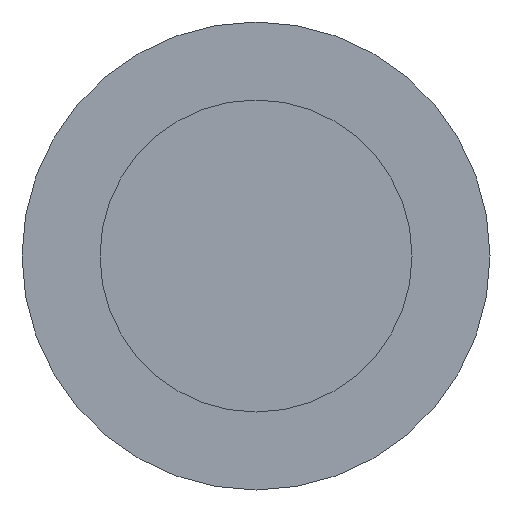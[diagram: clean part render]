
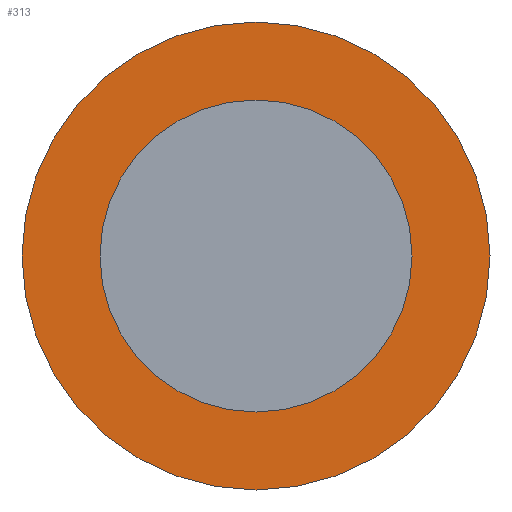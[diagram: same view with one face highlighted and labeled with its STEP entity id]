
A CAD part, front view. The second image highlights one B-rep face of the part: STEP entity #313.
In plain terms, the highlighted planar face has unit normal (0, -1, 0).
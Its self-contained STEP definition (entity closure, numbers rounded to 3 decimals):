
#4 = DIRECTION ( 'NONE',  ( 0., 0., -1. ) ) ;
#10 = VERTEX_POINT ( 'NONE', #268 ) ;
#20 = PLANE ( 'NONE',  #330 ) ;
#21 = AXIS2_PLACEMENT_3D ( 'NONE', #341, #92, #311 ) ;
#24 = AXIS2_PLACEMENT_3D ( 'NONE', #146, #56, #283 ) ;
#27 = DIRECTION ( 'NONE',  ( 0., 0., 1. ) ) ;
#56 = DIRECTION ( 'NONE',  ( 0., 1., 0. ) ) ;
#78 = DIRECTION ( 'NONE',  ( 0., 0., 1. ) ) ;
#86 = CARTESIAN_POINT ( 'NONE',  ( 0., 0., 0. ) ) ;
#91 = EDGE_CURVE ( 'NONE', #343, #10, #186, .T. ) ;
#92 = DIRECTION ( 'NONE',  ( 0., -1., 0. ) ) ;
#97 = EDGE_LOOP ( 'NONE', ( #361, #236 ) ) ;
#99 = EDGE_CURVE ( 'NONE', #365, #299, #339, .T. ) ;
#109 = AXIS2_PLACEMENT_3D ( 'NONE', #249, #293, #78 ) ;
#117 = EDGE_CURVE ( 'NONE', #10, #343, #363, .T. ) ;
#131 = EDGE_LOOP ( 'NONE', ( #344, #209 ) ) ;
#137 = DIRECTION ( 'NONE',  ( 0., 1., 0. ) ) ;
#146 = CARTESIAN_POINT ( 'NONE',  ( 0., 0., 0. ) ) ;
#150 = DIRECTION ( 'NONE',  ( 0., -1., 0. ) ) ;
#172 = CARTESIAN_POINT ( 'NONE',  ( 0., 0., 0. ) ) ;
#186 = CIRCLE ( 'NONE', #21, 3.5 ) ;
#191 = CARTESIAN_POINT ( 'NONE',  ( 0., 0., 15. ) ) ;
#197 = FACE_OUTER_BOUND ( 'NONE', #97, .T. ) ;
#209 = ORIENTED_EDGE ( 'NONE', *, *, #91, .F. ) ;
#211 = EDGE_CURVE ( 'NONE', #299, #365, #222, .T. ) ;
#222 = CIRCLE ( 'NONE', #109, 15. ) ;
#236 = ORIENTED_EDGE ( 'NONE', *, *, #99, .F. ) ;
#246 = CARTESIAN_POINT ( 'NONE',  ( 0., 0., -3.5 ) ) ;
#249 = CARTESIAN_POINT ( 'NONE',  ( 0., 0., 0. ) ) ;
#268 = CARTESIAN_POINT ( 'NONE',  ( 0., 0., 3.5 ) ) ;
#271 = FACE_BOUND ( 'NONE', #131, .T. ) ;
#283 = DIRECTION ( 'NONE',  ( 0., 0., 1. ) ) ;
#287 = AXIS2_PLACEMENT_3D ( 'NONE', #172, #150, #4 ) ;
#293 = DIRECTION ( 'NONE',  ( 0., 1., 0. ) ) ;
#299 = VERTEX_POINT ( 'NONE', #305 ) ;
#305 = CARTESIAN_POINT ( 'NONE',  ( 0., 0., -15. ) ) ;
#311 = DIRECTION ( 'NONE',  ( 0., 0., -1. ) ) ;
#313 = ADVANCED_FACE ( 'NONE', ( #271, #197 ), #20, .F. ) ;
#330 = AXIS2_PLACEMENT_3D ( 'NONE', #86, #137, #27 ) ;
#339 = CIRCLE ( 'NONE', #24, 15. ) ;
#341 = CARTESIAN_POINT ( 'NONE',  ( 0., 0., 0. ) ) ;
#343 = VERTEX_POINT ( 'NONE', #246 ) ;
#344 = ORIENTED_EDGE ( 'NONE', *, *, #117, .F. ) ;
#361 = ORIENTED_EDGE ( 'NONE', *, *, #211, .F. ) ;
#363 = CIRCLE ( 'NONE', #287, 3.5 ) ;
#365 = VERTEX_POINT ( 'NONE', #191 ) ;
